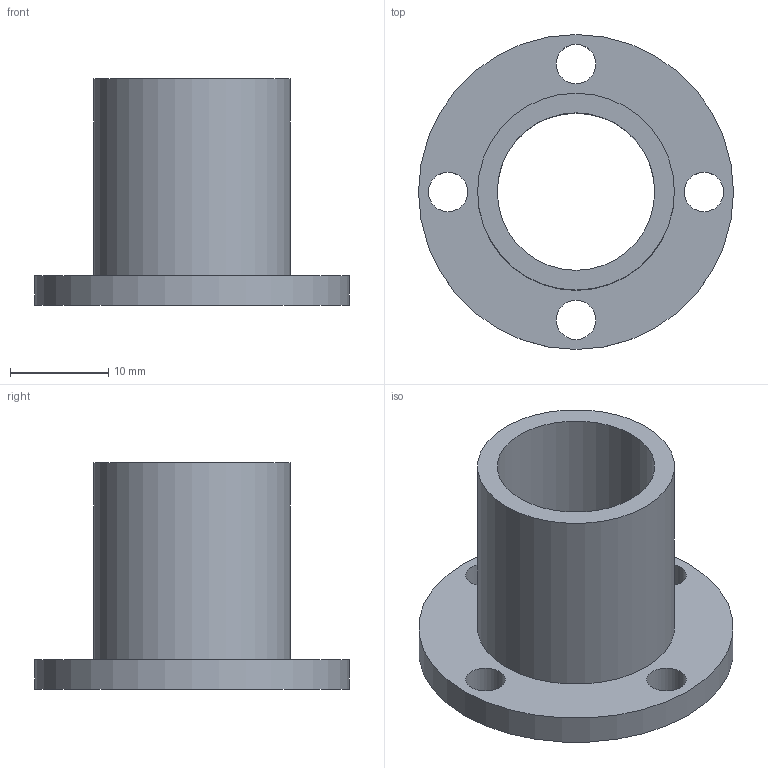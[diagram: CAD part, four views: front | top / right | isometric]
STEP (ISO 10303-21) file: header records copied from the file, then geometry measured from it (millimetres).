
FILE_DESCRIPTION(('STEP AP242'), '1');
FILE_NAME('itemWaterIntakePipe', '', ('UNSPECIFIED'), ('UNSPECIFIED'), 'C3D Converter', 'C3D Toolkit', '');
FILE_SCHEMA(('AP242_MANAGED_MODEL_BASED_3D_ENGINEERING_MIM_LF { 1 0 10303 442 1 1 4 }'));
Length unit declared in the file: millimetre
Bounding box: 32 x 32 x 23 mm (x, y, z)
Volume: 3920.7 mm3; surface area: 3971 mm2
Topology: 1 solids, 1 shells, 10 faces, 21 edges, 14 vertices
Faces by surface type: cylinder 7, plane 3
Full cylindrical faces by diameter (mm): 4 x4, 16 x1, 20 x1, 32 x1
Entity records: 299 total; most frequent: DIRECTION 50, CARTESIAN_POINT 39, EDGE_LOOP 28, ORIENTED_EDGE 28, AXIS2_PLACEMENT_3D 25, FACE_OUTER_BOUND 14, FACE_BOUND 14, EDGE_CURVE 14
